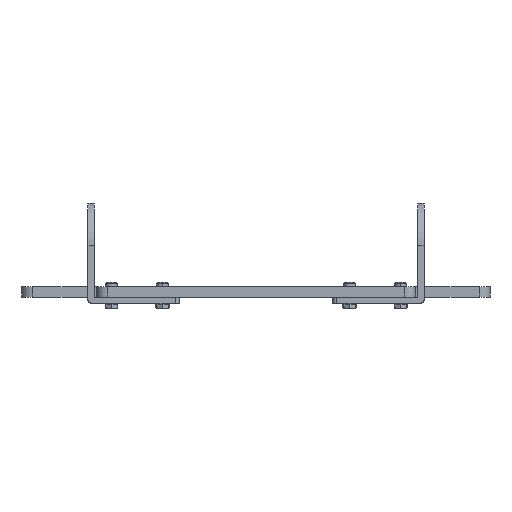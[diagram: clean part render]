
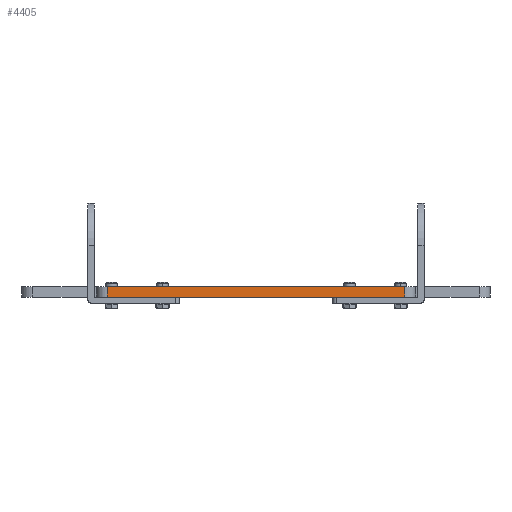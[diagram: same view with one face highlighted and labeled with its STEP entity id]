
A CAD part, left-side view. The second image highlights one B-rep face of the part: STEP entity #4405.
In plain terms, the highlighted planar face has unit normal (-1, 0, 0).
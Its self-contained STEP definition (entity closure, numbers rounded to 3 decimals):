
#70 = PLANE ( 'NONE',  #535 ) ;
#243 = VERTEX_POINT ( 'NONE', #617 ) ;
#535 = AXIS2_PLACEMENT_3D ( 'NONE', #3804, #2842, #5606 ) ;
#568 = ORIENTED_EDGE ( 'NONE', *, *, #5285, .T. ) ;
#582 = VECTOR ( 'NONE', #5564, 1000. ) ;
#617 = CARTESIAN_POINT ( 'NONE',  ( -67.082, 31.642, 5. ) ) ;
#769 = LINE ( 'NONE', #1864, #4965 ) ;
#1529 = EDGE_CURVE ( 'NONE', #5752, #4923, #1616, .T. ) ;
#1616 = LINE ( 'NONE', #5356, #582 ) ;
#1659 = DIRECTION ( 'NONE',  ( 0., 0., 1. ) ) ;
#1864 = CARTESIAN_POINT ( 'NONE',  ( -67.082, -108.358, 5. ) ) ;
#1956 = CARTESIAN_POINT ( 'NONE',  ( -67.082, -113.358, 5. ) ) ;
#2275 = ORIENTED_EDGE ( 'NONE', *, *, #1529, .T. ) ;
#2413 = EDGE_CURVE ( 'NONE', #243, #5495, #2484, .T. ) ;
#2445 = CARTESIAN_POINT ( 'NONE',  ( -67.082, -108.358, 5. ) ) ;
#2484 = LINE ( 'NONE', #1956, #2749 ) ;
#2622 = LINE ( 'NONE', #3113, #5602 ) ;
#2749 = VECTOR ( 'NONE', #5364, 1000. ) ;
#2842 = DIRECTION ( 'NONE',  ( 1., 0., 0. ) ) ;
#3001 = EDGE_CURVE ( 'NONE', #243, #5752, #2622, .T. ) ;
#3113 = CARTESIAN_POINT ( 'NONE',  ( -67.082, 31.642, 5. ) ) ;
#3310 = FACE_OUTER_BOUND ( 'NONE', #5777, .T. ) ;
#3771 = CARTESIAN_POINT ( 'NONE',  ( -67.082, -108.358, 0. ) ) ;
#3804 = CARTESIAN_POINT ( 'NONE',  ( -67.082, -113.358, 5. ) ) ;
#4405 = ADVANCED_FACE ( 'NONE', ( #3310 ), #70, .F. ) ;
#4823 = ORIENTED_EDGE ( 'NONE', *, *, #3001, .T. ) ;
#4893 = ORIENTED_EDGE ( 'NONE', *, *, #2413, .F. ) ;
#4923 = VERTEX_POINT ( 'NONE', #3771 ) ;
#4965 = VECTOR ( 'NONE', #1659, 1000. ) ;
#5285 = EDGE_CURVE ( 'NONE', #4923, #5495, #769, .T. ) ;
#5356 = CARTESIAN_POINT ( 'NONE',  ( -67.082, -113.358, 0. ) ) ;
#5360 = CARTESIAN_POINT ( 'NONE',  ( -67.082, 31.642, 0. ) ) ;
#5364 = DIRECTION ( 'NONE',  ( 0., -1., 0. ) ) ;
#5446 = DIRECTION ( 'NONE',  ( 0., 0., -1. ) ) ;
#5495 = VERTEX_POINT ( 'NONE', #2445 ) ;
#5564 = DIRECTION ( 'NONE',  ( 0., -1., 0. ) ) ;
#5602 = VECTOR ( 'NONE', #5446, 1000. ) ;
#5606 = DIRECTION ( 'NONE',  ( 0., 0., -1. ) ) ;
#5752 = VERTEX_POINT ( 'NONE', #5360 ) ;
#5777 = EDGE_LOOP ( 'NONE', ( #2275, #568, #4893, #4823 ) ) ;
